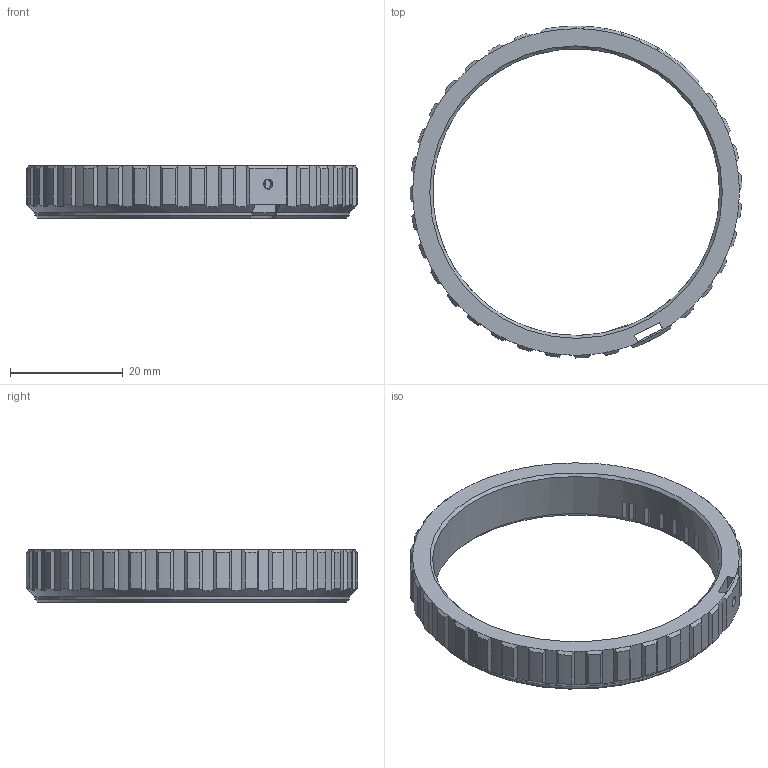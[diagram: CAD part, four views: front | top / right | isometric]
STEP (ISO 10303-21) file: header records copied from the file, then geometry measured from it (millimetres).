
FILE_DESCRIPTION(/* description */ (''),/* implementation_level */ '2;1');
FILE_NAME(/* name */ 'sam7_5_MFT-LM_apertureRing',/* time_stamp */ '2023-12-07T13:03:11-05:00',/* author */ ('George Moua'),/* organization */ ('Archive 663'),/* preprocessor_version */ 'ST-DEVELOPER v16.7',/* originating_system */ 'Solid Edge',/* authorisation */ 'Unknown');
FILE_SCHEMA (('AUTOMOTIVE_DESIGN {1 0 10303 214 3 1 1}'));
Length unit declared in the file: millimetre
Products named in the file (2): sam7_5_MFT-LM; sam7_5_MFT-LM_apertureRing
Assembly tree (1 placements, depth 2):
  sam7_5_MFT-LM
    sam7_5_MFT-LM_apertureRing
Bounding box: 58.99 x 59 x 9.3 mm (x, y, z)
Volume: 5478 mm3; surface area: 4423.9 mm2
Topology: 1 solids, 1 shells, 220 faces, 597 edges, 378 vertices
Faces by surface type: plane 111, cylinder 63, cone 46
Full cylindrical faces by diameter (mm): 1.2 x1, 1.8 x1, 51 x1, 52.4 x1
Entity records: 7078 total; most frequent: CARTESIAN_POINT 1656, ORIENTED_EDGE 1178, DIRECTION 1079, EDGE_CURVE 589, AXIS2_PLACEMENT_3D 420, VERTEX_POINT 375, LINE 239, VECTOR 239
